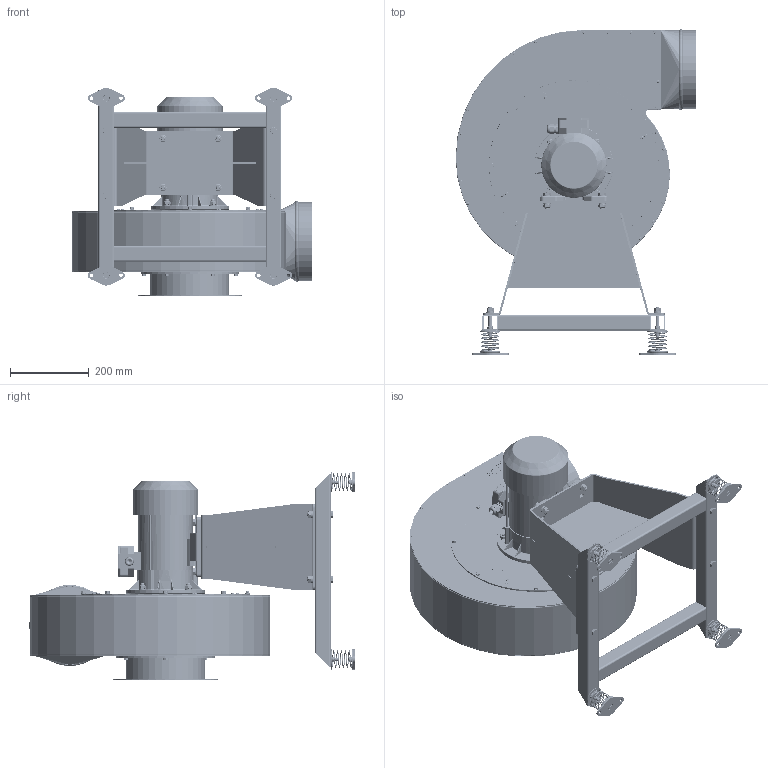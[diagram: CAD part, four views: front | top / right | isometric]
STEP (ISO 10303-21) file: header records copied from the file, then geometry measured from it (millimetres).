
FILE_DESCRIPTION(/* description */ ('801W09 WPAN-9-S'),/* implementation_level */ '2;1');
FILE_NAME(/* name */ '801W09 WPAN-9-S.stp',/* time_stamp */ '2022-05-10T08:35:20+02:00',/* author */ ('a.korpacki'),/* organization */ ('KLIMAWENT S.A.'),/* preprocessor_version */ 'ST-DEVELOPER v18.1',/* originating_system */ 'Autodesk Inventor 2021',/* authorisation */ '');
FILE_SCHEMA (('AUTOMOTIVE_DESIGN { 1 0 10303 214 3 1 1 }'));
Length unit declared in the file: millimetre
Products named in the file (1): ~~
Bounding box: 611.7 x 827.18 x 528.46 mm (x, y, z)
Volume: 8404411.1 mm3; surface area: 3286899.4 mm2
Topology: 30 solids, 30 shells, 6131 faces, 14931 edges, 9588 vertices
Faces by surface type: plane 3148, cylinder 1248, bspline 1149, torus 286, cone 283, sphere 17
Full cylindrical faces by diameter (mm): 3 x32, 3.2 x79, 3.3 x61, 3.5 x64, 4 x8, 4.3 x8, 4.8 x3, 6 x29, 6.5 x83, 6.647 x1, 7 x10, 8 x28, 8.67 x14, 8.88 x14, 9 x22, 10 x28, 10.5 x12, 11 x12, 11.63 x4, 12 x4, 12.5 x1, 14 x4, 14.63 x12, 20 x13, 24 x1, 27 x1, 39.5 x1, 50 x8, 52 x8, 119.5 x1
Entity records: 202275 total; most frequent: CARTESIAN_POINT 57269, ORIENTED_EDGE 29790, DIRECTION 26390, EDGE_CURVE 14895, VERTEX_POINT 9588, AXIS2_PLACEMENT_3D 9291, LINE 7808, VECTOR 7808
